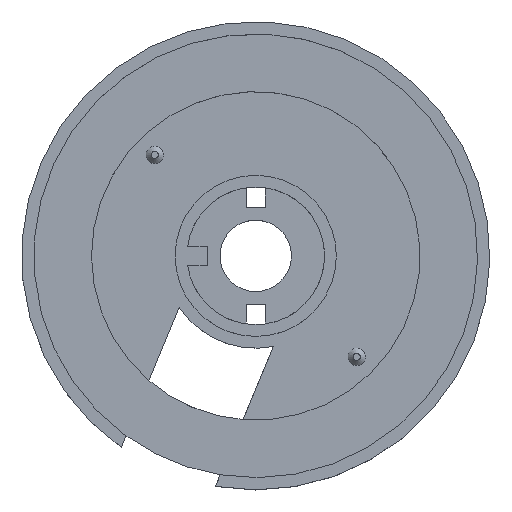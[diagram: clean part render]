
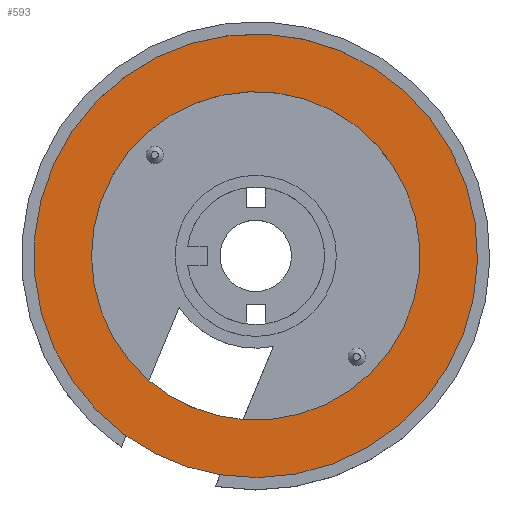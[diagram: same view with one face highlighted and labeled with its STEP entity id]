
A CAD part, top view. The second image highlights one B-rep face of the part: STEP entity #593.
In plain terms, the highlighted planar face has unit normal (0, 0, 1).
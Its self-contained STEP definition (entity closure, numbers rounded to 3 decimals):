
#15=FACE_BOUND('',#110,.T.);
#35=CIRCLE('',#628,16.1);
#36=CIRCLE('',#629,21.75);
#45=CIRCLE('',#648,16.1);
#47=CIRCLE('',#651,21.75);
#76=FACE_OUTER_BOUND('',#109,.T.);
#109=EDGE_LOOP('',(#450,#451));
#110=EDGE_LOOP('',(#452,#453));
#258=VERTEX_POINT('',#884);
#259=VERTEX_POINT('',#886);
#260=VERTEX_POINT('',#905);
#261=VERTEX_POINT('',#907);
#313=EDGE_CURVE('',#258,#259,#35,.T.);
#316=EDGE_CURVE('',#260,#261,#36,.T.);
#344=EDGE_CURVE('',#258,#259,#45,.T.);
#346=EDGE_CURVE('',#261,#260,#47,.T.);
#450=ORIENTED_EDGE('',*,*,#346,.F.);
#451=ORIENTED_EDGE('',*,*,#316,.F.);
#452=ORIENTED_EDGE('',*,*,#313,.F.);
#453=ORIENTED_EDGE('',*,*,#344,.T.);
#565=PLANE('',#650);
#593=ADVANCED_FACE('',(#76,#15),#565,.T.);
#628=AXIS2_PLACEMENT_3D('',#887,#693,#694);
#629=AXIS2_PLACEMENT_3D('',#908,#697,#698);
#648=AXIS2_PLACEMENT_3D('',#964,#754,#755);
#650=AXIS2_PLACEMENT_3D('',#966,#758,#759);
#651=AXIS2_PLACEMENT_3D('',#967,#760,#761);
#693=DIRECTION('center_axis',(0.,0.,1.));
#694=DIRECTION('ref_axis',(-0.651,-0.759,0.));
#697=DIRECTION('center_axis',(0.,0.,-1.));
#698=DIRECTION('ref_axis',(-0.585,-0.811,0.));
#754=DIRECTION('center_axis',(0.,0.,-1.));
#755=DIRECTION('ref_axis',(-1.,0.,0.));
#758=DIRECTION('center_axis',(0.,0.,1.));
#759=DIRECTION('ref_axis',(-1.,0.,0.));
#760=DIRECTION('center_axis',(0.,0.,-1.));
#761=DIRECTION('ref_axis',(1.,0.,0.));
#884=CARTESIAN_POINT('',(-10.476,-12.226,2.7));
#886=CARTESIAN_POINT('',(-1.237,-16.052,2.7));
#887=CARTESIAN_POINT('Origin',(0.,0.,2.7));
#905=CARTESIAN_POINT('',(-3.481,-21.47,2.7));
#907=CARTESIAN_POINT('',(-12.72,-17.643,2.7));
#908=CARTESIAN_POINT('Origin',(0.,0.,2.7));
#964=CARTESIAN_POINT('Origin',(0.,0.,2.7));
#966=CARTESIAN_POINT('Origin',(0.,0.,2.7));
#967=CARTESIAN_POINT('Origin',(0.,0.,2.7));
